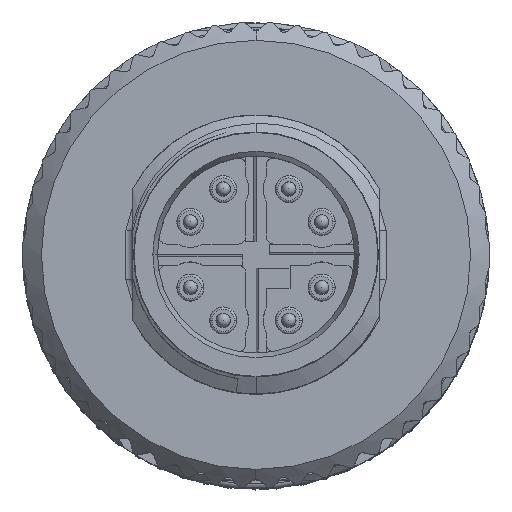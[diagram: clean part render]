
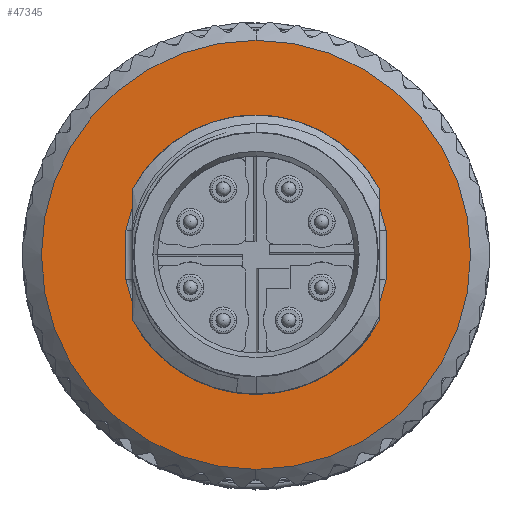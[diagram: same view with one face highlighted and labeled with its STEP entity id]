
A CAD part, top view. The second image highlights one B-rep face of the part: STEP entity #47345.
In plain terms, the highlighted planar face has unit normal (0, 0, 1).
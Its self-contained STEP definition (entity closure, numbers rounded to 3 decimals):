
#564 = AXIS2_PLACEMENT_3D ( 'NONE', #36539, #9656, #41029 ) ;
#909 = CARTESIAN_POINT ( 'NONE',  ( 0., 5.65, -6. ) ) ;
#998 = DIRECTION ( 'NONE',  ( 0., 0., 1. ) ) ;
#1845 = VERTEX_POINT ( 'NONE', #909 ) ;
#4003 = AXIS2_PLACEMENT_3D ( 'NONE', #37300, #10430, #41794 ) ;
#4162 = VECTOR ( 'NONE', #19146, 1000. ) ;
#4872 = ORIENTED_EDGE ( 'NONE', *, *, #24059, .T. ) ;
#4917 = CARTESIAN_POINT ( 'NONE',  ( 0., -9.15, -6. ) ) ;
#5154 = CARTESIAN_POINT ( 'NONE',  ( 0., 0., -6. ) ) ;
#5555 = DIRECTION ( 'NONE',  ( 0., 0., 1. ) ) ;
#7912 = AXIS2_PLACEMENT_3D ( 'NONE', #32487, #5555, #36976 ) ;
#8623 = VERTEX_POINT ( 'NONE', #10137 ) ;
#9208 = LINE ( 'NONE', #40667, #19796 ) ;
#9656 = DIRECTION ( 'NONE',  ( 0., 0., 1. ) ) ;
#9683 = DIRECTION ( 'NONE',  ( 0., 1., 0. ) ) ;
#10137 = CARTESIAN_POINT ( 'NONE',  ( 0., 9.15, -6. ) ) ;
#10430 = DIRECTION ( 'NONE',  ( 0., 0., 1. ) ) ;
#12110 = VERTEX_POINT ( 'NONE', #4917 ) ;
#12188 = EDGE_CURVE ( 'NONE', #8623, #12110, #46864, .T. ) ;
#12958 = CARTESIAN_POINT ( 'NONE',  ( -9.15, 0., -6. ) ) ;
#13811 = DIRECTION ( 'NONE',  ( 0., 1., 0. ) ) ;
#14311 = VERTEX_POINT ( 'NONE', #25166 ) ;
#15390 = CARTESIAN_POINT ( 'NONE',  ( -5.55, 1.058, -6. ) ) ;
#16138 = LINE ( 'NONE', #50243, #4162 ) ;
#16916 = CIRCLE ( 'NONE', #38210, 9.15 ) ;
#16925 = PLANE ( 'NONE',  #33101 ) ;
#17488 = DIRECTION ( 'NONE',  ( 0., -1., 0. ) ) ;
#19146 = DIRECTION ( 'NONE',  ( 0., 1., 0. ) ) ;
#19796 = VECTOR ( 'NONE', #13811, 1000. ) ;
#20355 = AXIS2_PLACEMENT_3D ( 'NONE', #5154, #36566, #9683 ) ;
#20704 = ORIENTED_EDGE ( 'NONE', *, *, #12188, .T. ) ;
#22109 = ORIENTED_EDGE ( 'NONE', *, *, #47866, .F. ) ;
#23175 = EDGE_CURVE ( 'NONE', #1845, #25659, #33246, .T. ) ;
#24059 = EDGE_CURVE ( 'NONE', #12110, #8623, #16916, .T. ) ;
#24344 = CIRCLE ( 'NONE', #20355, 5.65 ) ;
#25166 = CARTESIAN_POINT ( 'NONE',  ( 5.55, 1.058, -6. ) ) ;
#25659 = VERTEX_POINT ( 'NONE', #15390 ) ;
#27929 = CARTESIAN_POINT ( 'NONE',  ( 0., 0., -6. ) ) ;
#28014 = ORIENTED_EDGE ( 'NONE', *, *, #33932, .T. ) ;
#32423 = DIRECTION ( 'NONE',  ( 0., 1., 0. ) ) ;
#32487 = CARTESIAN_POINT ( 'NONE',  ( 0., 0., -6. ) ) ;
#33101 = AXIS2_PLACEMENT_3D ( 'NONE', #12958, #44320, #17488 ) ;
#33246 = CIRCLE ( 'NONE', #564, 5.65 ) ;
#33932 = EDGE_CURVE ( 'NONE', #41062, #25659, #9208, .T. ) ;
#36539 = CARTESIAN_POINT ( 'NONE',  ( 0., 0., -6. ) ) ;
#36566 = DIRECTION ( 'NONE',  ( 0., 0., 1. ) ) ;
#36976 = DIRECTION ( 'NONE',  ( 0., 1., 0. ) ) ;
#37300 = CARTESIAN_POINT ( 'NONE',  ( 0., 0., -6. ) ) ;
#37837 = VERTEX_POINT ( 'NONE', #47349 ) ;
#38210 = AXIS2_PLACEMENT_3D ( 'NONE', #27929, #998, #32423 ) ;
#39198 = FACE_BOUND ( 'NONE', #54284, .T. ) ;
#40516 = EDGE_LOOP ( 'NONE', ( #4872, #20704 ) ) ;
#40667 = CARTESIAN_POINT ( 'NONE',  ( -5.55, -9.932, -6. ) ) ;
#41029 = DIRECTION ( 'NONE',  ( 0., 1., 0. ) ) ;
#41062 = VERTEX_POINT ( 'NONE', #41452 ) ;
#41452 = CARTESIAN_POINT ( 'NONE',  ( -5.55, -1.058, -6. ) ) ;
#41794 = DIRECTION ( 'NONE',  ( 0., 1., 0. ) ) ;
#44320 = DIRECTION ( 'NONE',  ( 0., 0., -1. ) ) ;
#44623 = CIRCLE ( 'NONE', #7912, 5.65 ) ;
#46864 = CIRCLE ( 'NONE', #4003, 9.15 ) ;
#47046 = EDGE_CURVE ( 'NONE', #37837, #14311, #16138, .T. ) ;
#47345 = ADVANCED_FACE ( 'NONE', ( #39198, #51090 ), #16925, .F. ) ;
#47349 = CARTESIAN_POINT ( 'NONE',  ( 5.55, -1.058, -6. ) ) ;
#47866 = EDGE_CURVE ( 'NONE', #14311, #1845, #44623, .T. ) ;
#48576 = ORIENTED_EDGE ( 'NONE', *, *, #47046, .F. ) ;
#50023 = ORIENTED_EDGE ( 'NONE', *, *, #53309, .F. ) ;
#50243 = CARTESIAN_POINT ( 'NONE',  ( 5.55, -9.932, -6. ) ) ;
#50255 = ORIENTED_EDGE ( 'NONE', *, *, #23175, .F. ) ;
#51090 = FACE_OUTER_BOUND ( 'NONE', #40516, .T. ) ;
#53309 = EDGE_CURVE ( 'NONE', #41062, #37837, #24344, .T. ) ;
#54284 = EDGE_LOOP ( 'NONE', ( #48576, #50023, #28014, #50255, #22109 ) ) ;
